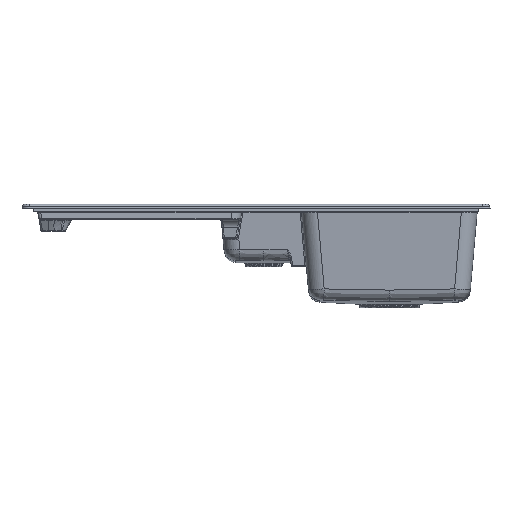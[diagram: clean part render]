
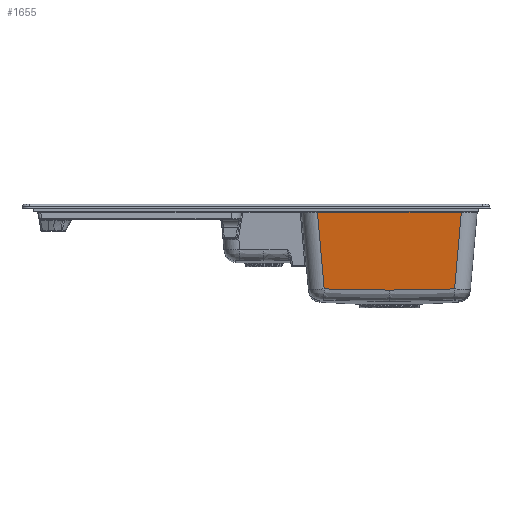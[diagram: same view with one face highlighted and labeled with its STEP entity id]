
A CAD part, front view. The second image highlights one B-rep face of the part: STEP entity #1655.
In plain terms, the highlighted planar face has unit normal (0, -0.996, -0.087).
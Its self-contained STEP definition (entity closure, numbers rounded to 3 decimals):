
#192=LINE('',#18369,#455);
#193=LINE('',#18371,#456);
#194=LINE('',#18373,#457);
#455=VECTOR('',#7661,1.);
#456=VECTOR('',#7662,1.);
#457=VECTOR('',#7663,1.);
#894=PLANE('',#6827);
#1223=FACE_OUTER_BOUND('',#2541,.T.);
#1655=ADVANCED_FACE('',(#1223),#894,.T.);
#2147=B_SPLINE_CURVE_WITH_KNOTS('',3,(#16563,#16564,#16565,#16566,#16567,
#16568,#16569,#16570,#16571,#16572,#16573,#16574,#16575,#16576,#16577,#16578,
#16579,#16580,#16581,#16582,#16583,#16584,#16585,#16586,#16587,#16588,#16589,
#16590,#16591,#16592,#16593,#16594,#16595,#16596,#16597,#16598,#16599,#16600,
#16601,#16602),.UNSPECIFIED.,.F.,.F.,(4,1,1,1,2,2,1,1,1,2,2,1,1,1,1,2,2,
1,1,1,2,2,1,1,1,2,2,4),(0.,0.125,0.188,0.219,
0.234,0.25,0.375,0.438,
0.469,0.484,0.5,0.563,0.594,0.609,
0.617,0.621,0.625,0.688,0.719,0.734,
0.742,0.75,0.813,0.844,
0.859,0.867,0.875,1.),.UNSPECIFIED.);
#2148=B_SPLINE_CURVE_WITH_KNOTS('',3,(#16635,#16636,#16637,#16638,#16639,
#16640,#16641,#16642,#16643,#16644,#16645,#16646,#16647,#16648,#16649,#16650,
#16651,#16652,#16653,#16654,#16655,#16656,#16657,#16658,#16659,#16660,#16661,
#16662,#16663,#16664,#16665,#16666,#16667,#16668,#16669,#16670,#16671,#16672,
#16673),.UNSPECIFIED.,.F.,.F.,(4,1,1,1,2,2,1,1,1,2,2,1,1,1,1,2,2,1,1,2,
2,1,1,1,2,2,4),(0.,0.062,0.094,0.109,
0.117,0.125,0.187,0.219,
0.234,0.242,0.25,0.312,
0.344,0.359,0.367,0.371,
0.375,0.437,0.469,0.484,
0.5,0.625,0.687,0.719,
0.734,0.75,1.),.UNSPECIFIED.);
#2541=EDGE_LOOP('',(#3628,#3629,#3630,#3631,#3632));
#3628=ORIENTED_EDGE('',*,*,#5801,.F.);
#3629=ORIENTED_EDGE('',*,*,#5802,.F.);
#3630=ORIENTED_EDGE('',*,*,#5803,.F.);
#3631=ORIENTED_EDGE('',*,*,#5663,.T.);
#3632=ORIENTED_EDGE('',*,*,#5665,.T.);
#4980=VERTEX_POINT('',#16494);
#4981=VERTEX_POINT('',#16562);
#4982=VERTEX_POINT('',#16634);
#5061=VERTEX_POINT('',#18370);
#5062=VERTEX_POINT('',#18372);
#5663=EDGE_CURVE('',#4980,#4981,#2147,.T.);
#5665=EDGE_CURVE('',#4981,#4982,#2148,.T.);
#5801=EDGE_CURVE('',#5061,#4982,#192,.T.);
#5802=EDGE_CURVE('',#5062,#5061,#193,.T.);
#5803=EDGE_CURVE('',#4980,#5062,#194,.T.);
#6827=AXIS2_PLACEMENT_3D('',#18374,#7664,#7665);
#7661=DIRECTION('',(-0.087,0.087,-0.992));
#7662=DIRECTION('',(1.,0.,0.));
#7663=DIRECTION('',(-0.087,-0.087,0.992));
#7664=DIRECTION('',(0.,-0.996,-0.087));
#7665=DIRECTION('',(0.,0.087,-0.996));
#16494=CARTESIAN_POINT('',(145.637,-213.233,-180.827));
#16562=CARTESIAN_POINT('',(285.,-213.013,-183.343));
#16563=CARTESIAN_POINT('',(145.637,-213.233,-180.827));
#16564=CARTESIAN_POINT('',(151.323,-213.216,-181.028));
#16565=CARTESIAN_POINT('',(159.942,-213.191,-181.311));
#16566=CARTESIAN_POINT('',(170.154,-213.165,-181.609));
#16567=CARTESIAN_POINT('',(175.299,-213.152,-181.75));
#16568=CARTESIAN_POINT('',(177.512,-213.147,-181.808));
#16569=CARTESIAN_POINT('',(178.99,-213.144,-181.847));
#16570=CARTESIAN_POINT('',(179.762,-213.142,-181.867));
#16571=CARTESIAN_POINT('',(186.14,-213.128,-182.03));
#16572=CARTESIAN_POINT('',(194.748,-213.11,-182.232));
#16573=CARTESIAN_POINT('',(204.969,-213.092,-182.438));
#16574=CARTESIAN_POINT('',(210.124,-213.084,-182.534));
#16575=CARTESIAN_POINT('',(212.343,-213.08,-182.573));
#16576=CARTESIAN_POINT('',(213.824,-213.078,-182.599));
#16577=CARTESIAN_POINT('',(214.512,-213.077,-182.611));
#16578=CARTESIAN_POINT('',(218.495,-213.071,-182.679));
#16579=CARTESIAN_POINT('',(223.062,-213.065,-182.755));
#16580=CARTESIAN_POINT('',(228.019,-213.058,-182.833));
#16581=CARTESIAN_POINT('',(230.405,-213.054,-182.869));
#16582=CARTESIAN_POINT('',(231.575,-213.053,-182.887));
#16583=CARTESIAN_POINT('',(232.072,-213.052,-182.894));
#16584=CARTESIAN_POINT('',(232.402,-213.052,-182.899));
#16585=CARTESIAN_POINT('',(232.537,-213.052,-182.901));
#16586=CARTESIAN_POINT('',(235.812,-213.047,-182.95));
#16587=CARTESIAN_POINT('',(240.301,-213.042,-183.012));
#16588=CARTESIAN_POINT('',(245.304,-213.036,-183.076));
#16589=CARTESIAN_POINT('',(247.747,-213.034,-183.105));
#16590=CARTESIAN_POINT('',(248.782,-213.033,-183.117));
#16591=CARTESIAN_POINT('',(249.469,-213.032,-183.125));
#16592=CARTESIAN_POINT('',(249.773,-213.032,-183.128));
#16593=CARTESIAN_POINT('',(253.186,-213.029,-183.166));
#16594=CARTESIAN_POINT('',(257.639,-213.025,-183.211));
#16595=CARTESIAN_POINT('',(262.664,-213.021,-183.252));
#16596=CARTESIAN_POINT('',(265.134,-213.019,-183.27));
#16597=CARTESIAN_POINT('',(266.183,-213.019,-183.277));
#16598=CARTESIAN_POINT('',(266.881,-213.018,-183.282));
#16599=CARTESIAN_POINT('',(267.199,-213.018,-183.284));
#16600=CARTESIAN_POINT('',(273.588,-213.015,-183.324));
#16601=CARTESIAN_POINT('',(279.397,-213.013,-183.343));
#16602=CARTESIAN_POINT('',(285.,-213.013,-183.343));
#16634=CARTESIAN_POINT('',(424.363,-213.233,-180.827));
#16635=CARTESIAN_POINT('',(285.,-213.013,-183.343));
#16636=CARTESIAN_POINT('',(287.802,-213.013,-183.343));
#16637=CARTESIAN_POINT('',(292.081,-213.014,-183.335));
#16638=CARTESIAN_POINT('',(297.208,-213.016,-183.315));
#16639=CARTESIAN_POINT('',(299.805,-213.017,-183.302));
#16640=CARTESIAN_POINT('',(300.926,-213.017,-183.295));
#16641=CARTESIAN_POINT('',(301.674,-213.018,-183.291));
#16642=CARTESIAN_POINT('',(302.078,-213.018,-183.288));
#16643=CARTESIAN_POINT('',(305.198,-213.02,-183.269));
#16644=CARTESIAN_POINT('',(309.456,-213.022,-183.237));
#16645=CARTESIAN_POINT('',(314.595,-213.027,-183.188));
#16646=CARTESIAN_POINT('',(317.208,-213.029,-183.161));
#16647=CARTESIAN_POINT('',(318.336,-213.03,-183.149));
#16648=CARTESIAN_POINT('',(319.091,-213.031,-183.141));
#16649=CARTESIAN_POINT('',(319.508,-213.031,-183.136));
#16650=CARTESIAN_POINT('',(322.573,-213.034,-183.102));
#16651=CARTESIAN_POINT('',(326.795,-213.039,-183.05));
#16652=CARTESIAN_POINT('',(331.954,-213.045,-182.981));
#16653=CARTESIAN_POINT('',(334.593,-213.048,-182.943));
#16654=CARTESIAN_POINT('',(335.927,-213.05,-182.924));
#16655=CARTESIAN_POINT('',(336.501,-213.05,-182.915));
#16656=CARTESIAN_POINT('',(336.885,-213.051,-182.91));
#16657=CARTESIAN_POINT('',(337.106,-213.051,-182.907));
#16658=CARTESIAN_POINT('',(339.891,-213.055,-182.865));
#16659=CARTESIAN_POINT('',(344.034,-213.06,-182.801));
#16660=CARTESIAN_POINT('',(349.239,-213.068,-182.717));
#16661=CARTESIAN_POINT('',(351.549,-213.071,-182.678));
#16662=CARTESIAN_POINT('',(353.107,-213.074,-182.652));
#16663=CARTESIAN_POINT('',(353.948,-213.075,-182.637));
#16664=CARTESIAN_POINT('',(360.634,-213.085,-182.523));
#16665=CARTESIAN_POINT('',(369.445,-213.099,-182.355));
#16666=CARTESIAN_POINT('',(379.547,-213.119,-182.13));
#16667=CARTESIAN_POINT('',(384.553,-213.13,-182.01));
#16668=CARTESIAN_POINT('',(386.689,-213.134,-181.957));
#16669=CARTESIAN_POINT('',(388.111,-213.137,-181.921));
#16670=CARTESIAN_POINT('',(388.789,-213.139,-181.904));
#16671=CARTESIAN_POINT('',(401.38,-213.167,-181.582));
#16672=CARTESIAN_POINT('',(412.991,-213.198,-181.229));
#16673=CARTESIAN_POINT('',(424.363,-213.233,-180.827));
#18369=CARTESIAN_POINT('',(440.226,-229.097,0.497));
#18370=CARTESIAN_POINT('',(438.675,-227.546,-17.231));
#18371=CARTESIAN_POINT('',(438.911,-227.546,-17.231));
#18372=CARTESIAN_POINT('',(131.325,-227.546,-17.231));
#18373=CARTESIAN_POINT('',(129.774,-229.097,0.497));
#18374=CARTESIAN_POINT('',(110.,-228.947,-1.22));
